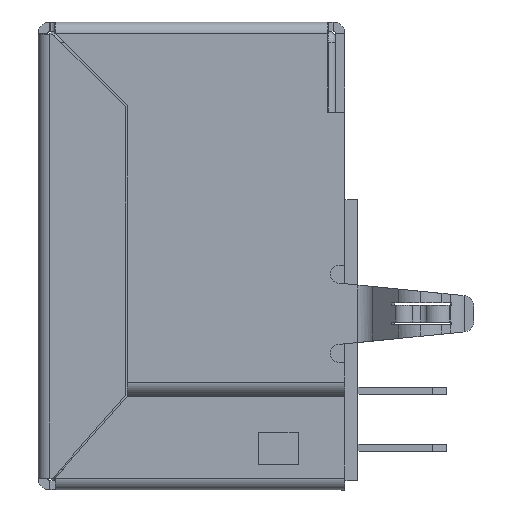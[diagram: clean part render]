
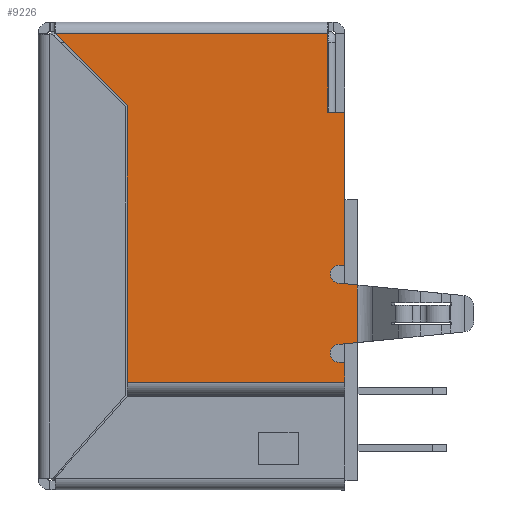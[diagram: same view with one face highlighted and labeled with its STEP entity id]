
A CAD part, left-side view. The second image highlights one B-rep face of the part: STEP entity #9226.
In plain terms, the highlighted planar face has unit normal (-1, 0, 0).
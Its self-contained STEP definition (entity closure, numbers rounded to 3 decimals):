
#162 = EDGE_CURVE ( 'NONE', #305, #5755, #12649, .T. ) ;
#263 = DIRECTION ( 'NONE',  ( 1., 0., 0. ) ) ;
#269 = CARTESIAN_POINT ( 'NONE',  ( -6.02, 0.432, -0.317 ) ) ;
#305 = VERTEX_POINT ( 'NONE', #11299 ) ;
#310 = DIRECTION ( 'NONE',  ( 0., 0., -1. ) ) ;
#387 = ORIENTED_EDGE ( 'NONE', *, *, #12468, .T. ) ;
#407 = CARTESIAN_POINT ( 'NONE',  ( -6.02, 0.635, -0.635 ) ) ;
#473 = CARTESIAN_POINT ( 'NONE',  ( -6.02, 1.032, 7.836 ) ) ;
#680 = VECTOR ( 'NONE', #942, 1000. ) ;
#825 = ORIENTED_EDGE ( 'NONE', *, *, #162, .T. ) ;
#837 = LINE ( 'NONE', #1390, #3188 ) ;
#942 = DIRECTION ( 'NONE',  ( 0., -1., 0. ) ) ;
#979 = VECTOR ( 'NONE', #4595, 1000. ) ;
#1046 = LINE ( 'NONE', #4010, #8014 ) ;
#1381 = CARTESIAN_POINT ( 'NONE',  ( -6.02, 1.408, -1.408 ) ) ;
#1390 = CARTESIAN_POINT ( 'NONE',  ( -6.02, 0., -4.445 ) ) ;
#1404 = DIRECTION ( 'NONE',  ( 0., -0.995, 0.099 ) ) ;
#1781 = DIRECTION ( 'NONE',  ( 0., 0., -1. ) ) ;
#1785 = DIRECTION ( 'NONE',  ( 0., 0., -1. ) ) ;
#1803 = ORIENTED_EDGE ( 'NONE', *, *, #3164, .T. ) ;
#2217 = CARTESIAN_POINT ( 'NONE',  ( -6.02, 0.635, -3.429 ) ) ;
#2236 = EDGE_CURVE ( 'NONE', #13762, #9908, #6408, .T. ) ;
#2243 = LINE ( 'NONE', #7858, #3089 ) ;
#2253 = EDGE_CURVE ( 'NONE', #14006, #12928, #10383, .T. ) ;
#2260 = ORIENTED_EDGE ( 'NONE', *, *, #7826, .T. ) ;
#2290 = ORIENTED_EDGE ( 'NONE', *, *, #2236, .T. ) ;
#2351 = DIRECTION ( 'NONE',  ( 0., 0., -1. ) ) ;
#2387 = CARTESIAN_POINT ( 'NONE',  ( -6.02, -0.301, -3.018 ) ) ;
#2513 = DIRECTION ( 'NONE',  ( 0., 1., 0. ) ) ;
#2734 = LINE ( 'NONE', #6987, #13984 ) ;
#2765 = CARTESIAN_POINT ( 'NONE',  ( -6.02, 0.432, -4.445 ) ) ;
#2844 = VECTOR ( 'NONE', #1404, 1000. ) ;
#3081 = VERTEX_POINT ( 'NONE', #11642 ) ;
#3089 = VECTOR ( 'NONE', #14016, 1000. ) ;
#3164 = EDGE_CURVE ( 'NONE', #11468, #10032, #5551, .T. ) ;
#3188 = VECTOR ( 'NONE', #11374, 1000. ) ;
#3287 = AXIS2_PLACEMENT_3D ( 'NONE', #13659, #12728, #1781 ) ;
#3292 = DIRECTION ( 'NONE',  ( 1., 0., 0. ) ) ;
#3305 = EDGE_CURVE ( 'NONE', #9908, #6338, #7429, .T. ) ;
#3428 = CARTESIAN_POINT ( 'NONE',  ( -6.02, 0., -1.016 ) ) ;
#3489 = ORIENTED_EDGE ( 'NONE', *, *, #3305, .T. ) ;
#3546 = LINE ( 'NONE', #7489, #680 ) ;
#3869 = EDGE_LOOP ( 'NONE', ( #5879, #11385, #4063, #1803, #4815, #8772, #5248, #11971, #2290, #3489, #8809, #12884, #387, #825, #2260 ) ) ;
#3880 = LINE ( 'NONE', #5634, #11931 ) ;
#3978 = FACE_OUTER_BOUND ( 'NONE', #3869, .T. ) ;
#4010 = CARTESIAN_POINT ( 'NONE',  ( -6.02, 0., -3.747 ) ) ;
#4016 = CARTESIAN_POINT ( 'NONE',  ( -6.02, 8.112, 5.296 ) ) ;
#4020 = CARTESIAN_POINT ( 'NONE',  ( -6.02, 8.112, 0. ) ) ;
#4063 = ORIENTED_EDGE ( 'NONE', *, *, #7845, .T. ) ;
#4138 = EDGE_CURVE ( 'NONE', #3081, #13836, #4664, .T. ) ;
#4231 = VERTEX_POINT ( 'NONE', #473 ) ;
#4595 = DIRECTION ( 'NONE',  ( 0., -0.707, -0.707 ) ) ;
#4664 = LINE ( 'NONE', #8948, #13012 ) ;
#4791 = DIRECTION ( 'NONE',  ( 0., 0.995, 0.099 ) ) ;
#4815 = ORIENTED_EDGE ( 'NONE', *, *, #5341, .F. ) ;
#4903 = CARTESIAN_POINT ( 'NONE',  ( -6.02, 0.635, -0.952 ) ) ;
#4993 = PLANE ( 'NONE',  #3287 ) ;
#5049 = VERTEX_POINT ( 'NONE', #10821 ) ;
#5209 = CARTESIAN_POINT ( 'NONE',  ( -6.02, 10.652, 7.836 ) ) ;
#5248 = ORIENTED_EDGE ( 'NONE', *, *, #12208, .T. ) ;
#5341 = EDGE_CURVE ( 'NONE', #3081, #10032, #9949, .T. ) ;
#5551 = LINE ( 'NONE', #13057, #11048 ) ;
#5634 = CARTESIAN_POINT ( 'NONE',  ( -6.02, 0.432, -4.445 ) ) ;
#5658 = VECTOR ( 'NONE', #9403, 1000. ) ;
#5711 = VECTOR ( 'NONE', #7313, 1000. ) ;
#5755 = VERTEX_POINT ( 'NONE', #12163 ) ;
#5879 = ORIENTED_EDGE ( 'NONE', *, *, #10830, .F. ) ;
#6338 = VERTEX_POINT ( 'NONE', #12516 ) ;
#6408 = LINE ( 'NONE', #1381, #979 ) ;
#6524 = DIRECTION ( 'NONE',  ( 0., -1., 0. ) ) ;
#6677 = EDGE_CURVE ( 'NONE', #6338, #5049, #837, .T. ) ;
#6987 = CARTESIAN_POINT ( 'NONE',  ( -6.02, 0., -0.953 ) ) ;
#7143 = DIRECTION ( 'NONE',  ( 0., 1., 0. ) ) ;
#7234 = EDGE_CURVE ( 'NONE', #14067, #5049, #3880, .T. ) ;
#7313 = DIRECTION ( 'NONE',  ( 0., 0., -1. ) ) ;
#7429 = LINE ( 'NONE', #4020, #5711 ) ;
#7489 = CARTESIAN_POINT ( 'NONE',  ( -6.02, 1.032, 7.836 ) ) ;
#7728 = DIRECTION ( 'NONE',  ( 0., 0., -1. ) ) ;
#7826 = EDGE_CURVE ( 'NONE', #5755, #9077, #12069, .T. ) ;
#7845 = EDGE_CURVE ( 'NONE', #12928, #11468, #10553, .T. ) ;
#7858 = CARTESIAN_POINT ( 'NONE',  ( -6.02, 1.032, 0. ) ) ;
#8014 = VECTOR ( 'NONE', #7143, 1000. ) ;
#8772 = ORIENTED_EDGE ( 'NONE', *, *, #4138, .T. ) ;
#8809 = ORIENTED_EDGE ( 'NONE', *, *, #6677, .T. ) ;
#8948 = CARTESIAN_POINT ( 'NONE',  ( -6.02, 0.432, 5.08 ) ) ;
#9077 = VERTEX_POINT ( 'NONE', #10320 ) ;
#9149 = CARTESIAN_POINT ( 'NONE',  ( -6.02, 0.1, -1.006 ) ) ;
#9226 = ADVANCED_FACE ( 'NONE', ( #3978 ), #4993, .F. ) ;
#9403 = DIRECTION ( 'NONE',  ( 0., 0., -1. ) ) ;
#9908 = VERTEX_POINT ( 'NONE', #4016 ) ;
#9949 = LINE ( 'NONE', #2765, #5658 ) ;
#10032 = VERTEX_POINT ( 'NONE', #269 ) ;
#10320 = CARTESIAN_POINT ( 'NONE',  ( -6.02, 0., -3.048 ) ) ;
#10383 = LINE ( 'NONE', #9149, #13744 ) ;
#10402 = CARTESIAN_POINT ( 'NONE',  ( -6.02, 0.635, -0.318 ) ) ;
#10553 = CIRCLE ( 'NONE', #12876, 0.317 ) ;
#10821 = CARTESIAN_POINT ( 'NONE',  ( -6.02, 0.432, -4.445 ) ) ;
#10830 = EDGE_CURVE ( 'NONE', #14006, #9077, #2734, .T. ) ;
#10910 = CARTESIAN_POINT ( 'NONE',  ( -6.02, 1.032, 5.08 ) ) ;
#11048 = VECTOR ( 'NONE', #6524, 1000. ) ;
#11294 = CARTESIAN_POINT ( 'NONE',  ( -6.02, 0.432, -3.747 ) ) ;
#11299 = CARTESIAN_POINT ( 'NONE',  ( -6.02, 0.635, -3.747 ) ) ;
#11374 = DIRECTION ( 'NONE',  ( 0., -1., 0. ) ) ;
#11385 = ORIENTED_EDGE ( 'NONE', *, *, #2253, .T. ) ;
#11468 = VERTEX_POINT ( 'NONE', #10402 ) ;
#11642 = CARTESIAN_POINT ( 'NONE',  ( -6.02, 0.432, 5.08 ) ) ;
#11931 = VECTOR ( 'NONE', #7728, 1000. ) ;
#11971 = ORIENTED_EDGE ( 'NONE', *, *, #13915, .F. ) ;
#12069 = LINE ( 'NONE', #2387, #2844 ) ;
#12163 = CARTESIAN_POINT ( 'NONE',  ( -6.02, 0.635, -3.112 ) ) ;
#12208 = EDGE_CURVE ( 'NONE', #13836, #4231, #2243, .T. ) ;
#12232 = AXIS2_PLACEMENT_3D ( 'NONE', #2217, #3292, #2351 ) ;
#12468 = EDGE_CURVE ( 'NONE', #14067, #305, #1046, .T. ) ;
#12516 = CARTESIAN_POINT ( 'NONE',  ( -6.02, 8.112, -4.445 ) ) ;
#12649 = CIRCLE ( 'NONE', #12232, 0.317 ) ;
#12728 = DIRECTION ( 'NONE',  ( 1., 0., 0. ) ) ;
#12876 = AXIS2_PLACEMENT_3D ( 'NONE', #407, #263, #310 ) ;
#12884 = ORIENTED_EDGE ( 'NONE', *, *, #7234, .F. ) ;
#12928 = VERTEX_POINT ( 'NONE', #4903 ) ;
#13012 = VECTOR ( 'NONE', #2513, 1000. ) ;
#13057 = CARTESIAN_POINT ( 'NONE',  ( -6.02, 0., -0.317 ) ) ;
#13659 = CARTESIAN_POINT ( 'NONE',  ( -6.02, 0., 0. ) ) ;
#13744 = VECTOR ( 'NONE', #4791, 1000. ) ;
#13762 = VERTEX_POINT ( 'NONE', #5209 ) ;
#13836 = VERTEX_POINT ( 'NONE', #10910 ) ;
#13915 = EDGE_CURVE ( 'NONE', #13762, #4231, #3546, .T. ) ;
#13984 = VECTOR ( 'NONE', #1785, 1000. ) ;
#14006 = VERTEX_POINT ( 'NONE', #3428 ) ;
#14016 = DIRECTION ( 'NONE',  ( 0., 0., 1. ) ) ;
#14067 = VERTEX_POINT ( 'NONE', #11294 ) ;
